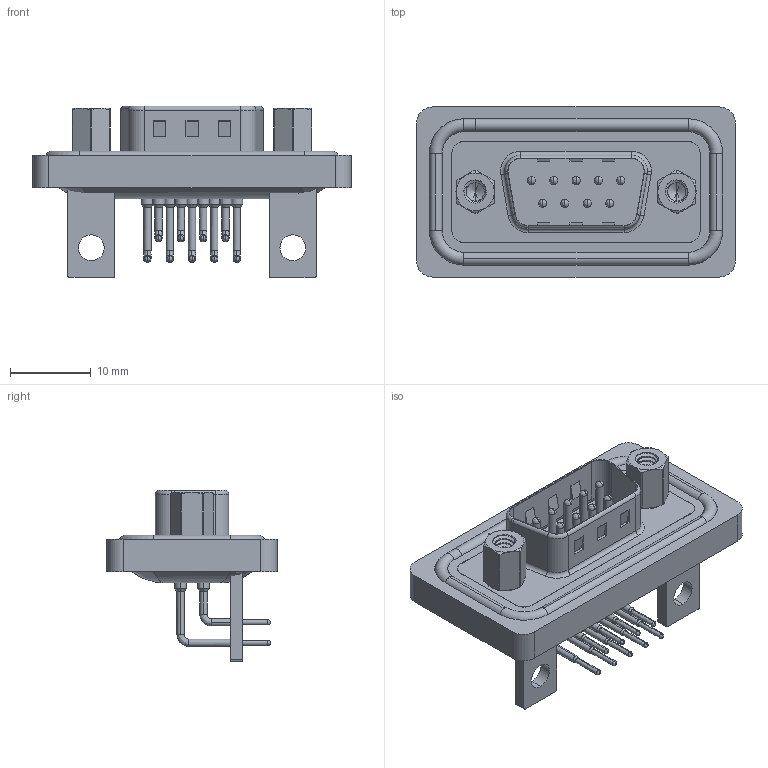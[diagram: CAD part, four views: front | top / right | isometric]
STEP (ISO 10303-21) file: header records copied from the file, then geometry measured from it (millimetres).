
FILE_DESCRIPTION (( 'STEP AP203' ), '1' );
FILE_NAME ('629-W09-340-015.STEP', '2019-08-09T17:40:21', ( '' ), ( '' ), 'SwSTEP 2.0', 'SolidWorks 2016', '' );
FILE_SCHEMA (( 'CONFIG_CONTROL_DESIGN' ));
Length unit declared in the file: millimetre
Products named in the file (9): 629-W09-340-015; 629W Housing_09 Contacts; 629W Contact Row 2; 629W Shell_09 Contacts; 629W 4-40 Hex Standoff; 629W Stabilizer Bracket; 629W Contact Row 1; 629W Waterproof Housing_09 Contacts; 629W 4-40 Threaded Rivet_Stabilizer
Assembly tree (18 placements, depth 2):
  629-W09-340-015
    629W Housing_09 Contacts
    629W Shell_09 Contacts
    629W Waterproof Housing_09 Contacts
    629W Contact Row 1  x5
    629W Contact Row 2  x4
    629W 4-40 Threaded Rivet_Stabilizer  x2
    629W 4-40 Hex Standoff  x2
    629W Stabilizer Bracket  x2
Bounding box: 39.51 x 21.1 x 21.3 mm (x, y, z)
Volume: 4328.8 mm3; surface area: 7330.9 mm2
Topology: 19 solids, 19 shells, 1502 faces, 4132 edges, 2681 vertices
Faces by surface type: plane 739, cylinder 574, bspline 76, cone 70, torus 43
Entity records: 26325 total; most frequent: CARTESIAN_POINT 8333, DIRECTION 3571, ORIENTED_EDGE 3498, EDGE_CURVE 1749, AXIS2_PLACEMENT_3D 1297, VERTEX_POINT 1137, LINE 977, VECTOR 977
